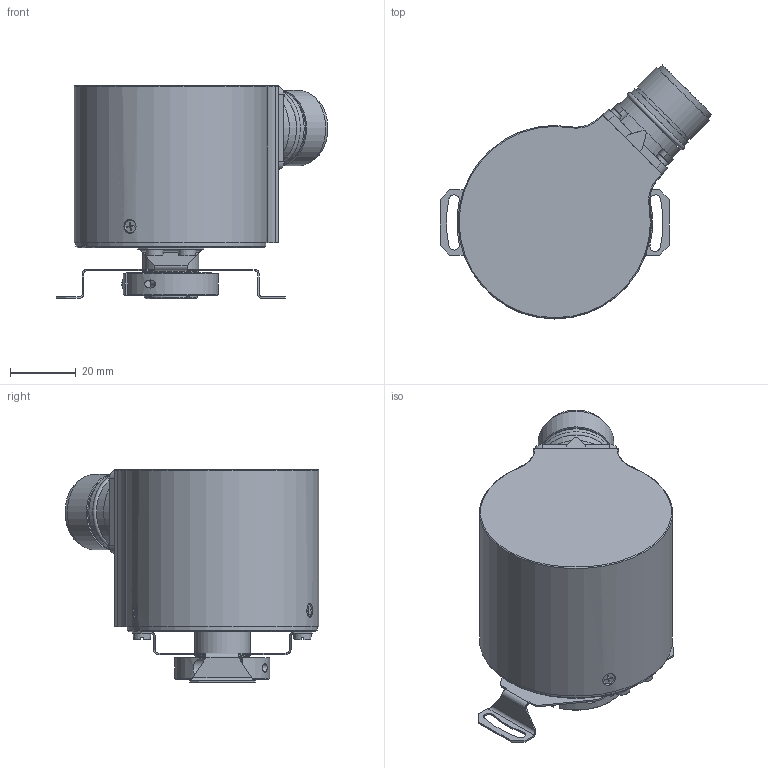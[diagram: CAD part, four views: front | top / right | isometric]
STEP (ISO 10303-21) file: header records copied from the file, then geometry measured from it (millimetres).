
FILE_DESCRIPTION(/* description */ (''),/* implementation_level */ '2;1');
FILE_NAME(/* name */ 'AK58HE1.stp',/* time_stamp */ '2019-12-17T08:20:36+02:00',/* author */ ('DonatasG'),/* organization */ (''),/* preprocessor_version */ 'ST-DEVELOPER v16.5',/* originating_system */ 'Autodesk Inventor 2017',/* authorisation */ '');
FILE_SCHEMA (('AUTOMOTIVE_DESIGN { 1 0 10303 214 3 1 1 }'));
Length unit declared in the file: millimetre
Products named in the file (1): AK58HE1-2.00.00 SB_Shrinkwrap_1
Bounding box: 82.98 x 77.48 x 65.18 mm (x, y, z)
Surface area: 27004.9 mm2 (no closed solid volume)
Topology: 0 solids, 40 shells, 282 faces, 881 edges, 608 vertices
Faces by surface type: plane 163, cylinder 83, cone 23, bspline 8, torus 5
Full cylindrical faces by diameter (mm): 2.25 x12, 2.459 x1, 3 x1, 3.5 x1, 5.5 x1, 6 x1, 15 x1, 17 x1, 21.5 x1, 22 x1, 23 x3, 58 x1
Entity records: 10223 total; most frequent: CARTESIAN_POINT 2192, DIRECTION 1653, ORIENTED_EDGE 1346, EDGE_CURVE 820, AXIS2_PLACEMENT_3D 600, VERTEX_POINT 590, LINE 453, VECTOR 453
